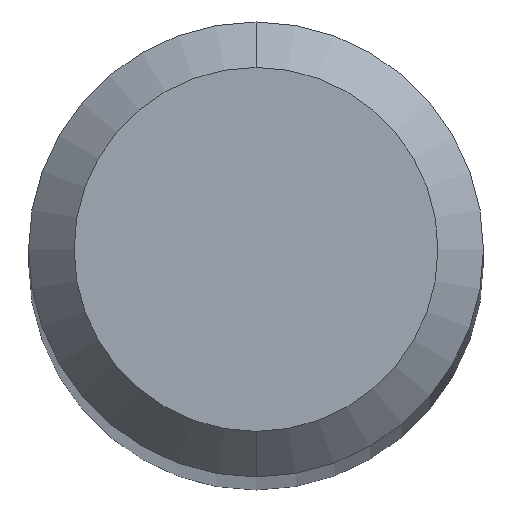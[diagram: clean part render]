
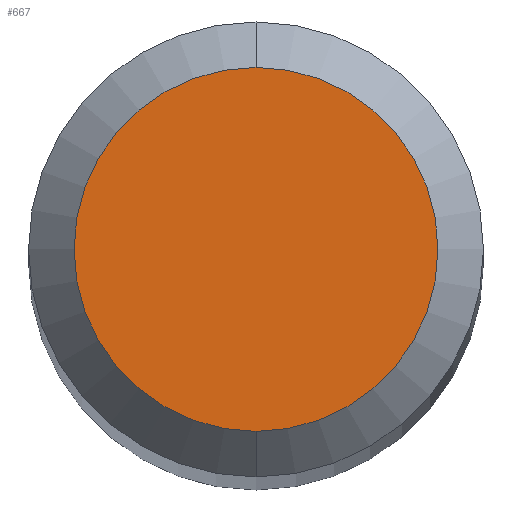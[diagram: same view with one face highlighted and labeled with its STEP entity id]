
A CAD part, top view. The second image highlights one B-rep face of the part: STEP entity #667.
In plain terms, the highlighted planar face has unit normal (0, 0, 1).
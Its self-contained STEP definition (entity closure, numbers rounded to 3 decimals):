
#379=EDGE_CURVE('',#623,#443,#1019,.T.);
#443=VERTEX_POINT('',#1087);
#623=VERTEX_POINT('',#1281);
#667=ADVANCED_FACE('',(#1329),#1330,.T.);
#881=EDGE_CURVE('',#443,#623,#1569,.T.);
#1019=CIRCLE('',#2579,1.2);
#1087=CARTESIAN_POINT('',(0.0,1.2,0.0));
#1281=CARTESIAN_POINT('',(0.,-1.2,0.0));
#1329=FACE_OUTER_BOUND('',#5517,.T.);
#1330=PLANE('',#5518);
#1569=CIRCLE('',#7112,1.2);
#2579=AXIS2_PLACEMENT_3D('',#7674,#7675,#7676);
#5517=EDGE_LOOP('',(#7976,#7977));
#5518=AXIS2_PLACEMENT_3D('',#7978,#7979,#7980);
#7112=AXIS2_PLACEMENT_3D('',#8252,#8253,#8254);
#7674=CARTESIAN_POINT('',(0.0,0.0,0.0));
#7675=DIRECTION('',(0.0,0.0,-1.0));
#7676=DIRECTION('',(0.0,1.0,0.0));
#7976=ORIENTED_EDGE('',*,*,#881,.F.);
#7977=ORIENTED_EDGE('',*,*,#379,.F.);
#7978=CARTESIAN_POINT('',(0.0,0.6,0.0));
#7979=DIRECTION('',(-0.0,0.0,1.0));
#7980=DIRECTION('',(0.0,-1.0,0.0));
#8252=CARTESIAN_POINT('',(0.0,0.0,0.0));
#8253=DIRECTION('',(0.0,0.0,-1.0));
#8254=DIRECTION('',(0.0,1.0,0.0));
